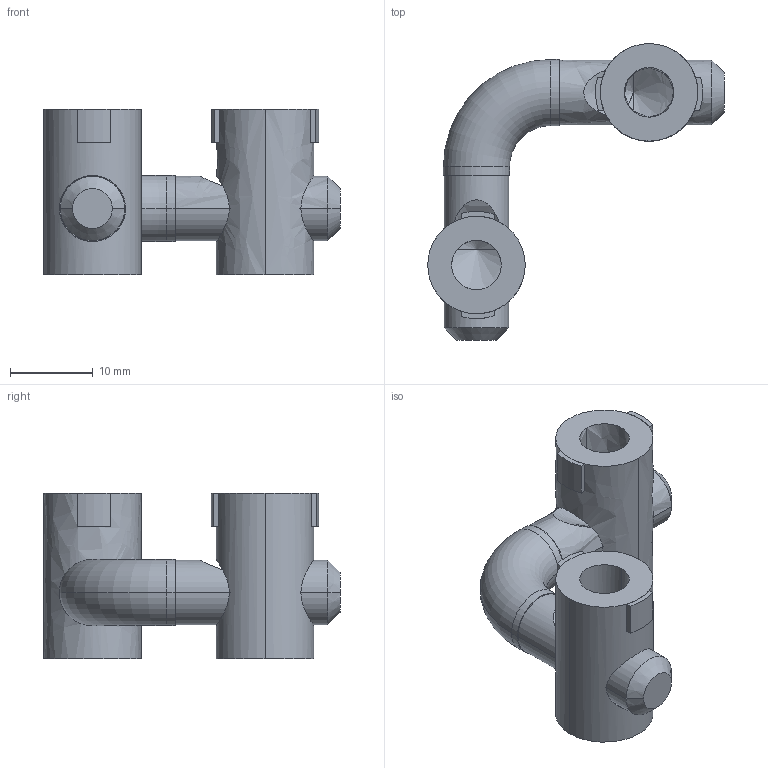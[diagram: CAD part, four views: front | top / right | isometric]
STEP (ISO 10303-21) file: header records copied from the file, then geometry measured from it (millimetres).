
FILE_DESCRIPTION((''),'2;1');
FILE_NAME('SV1650V.stp','2009-11-25T09:47:11',(''),(''),'Mechanical Desktop 2007','Mechanical Desktop 2007',', , ');
FILE_SCHEMA(('CONFIG_CONTROL_DESIGN'));
Length unit declared in the file: millimetre
Products named in the file (2): SV1650VA; SV1650V
Assembly tree (1 placements, depth 2):
  SV1650VA
    SV1650V
Bounding box: 35.9 x 35.9 x 20 mm (x, y, z)
Volume: 5317.8 mm3; surface area: 4045.2 mm2
Topology: 7 solids, 7 shells, 66 faces, 152 edges, 96 vertices
Faces by surface type: bspline 32, cylinder 16, plane 12, cone 4, torus 2
Entity records: 2761 total; most frequent: CARTESIAN_POINT 1240, ORIENTED_EDGE 304, DIRECTION 268, EDGE_CURVE 152, AXIS2_PLACEMENT_3D 100, VERTEX_POINT 96, EDGE_LOOP 78, VECTOR 68
